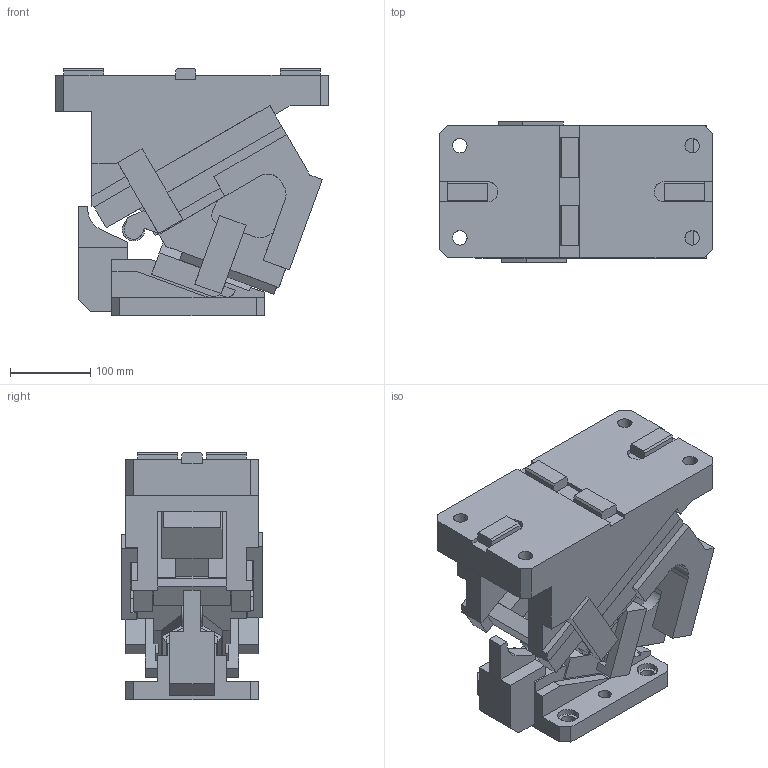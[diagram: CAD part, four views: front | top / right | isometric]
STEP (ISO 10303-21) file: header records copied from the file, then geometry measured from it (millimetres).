
FILE_DESCRIPTION(('CATIA V5 STEP Exchange'),'2;1');
FILE_NAME('CACN_165_20.stp','2015-04-27T09:16:35+00:00',('none'),('none'),'CATIA Version 5 Release 19 SP 2 (IN-10)','CATIA V5 STEP AP203','none');
FILE_SCHEMA(('CONFIG_CONTROL_DESIGN'));
Length unit declared in the file: millimetre
Products named in the file (1): CACN_165_20
Bounding box: 340 x 175 x 309 mm (x, y, z)
Volume: 9365360.9 mm3; surface area: 693697.1 mm2
Topology: 3 solids, 3 shells, 384 faces, 1092 edges, 722 vertices
Faces by surface type: plane 299, cylinder 84, extrusion 1
Entity records: 13503 total; most frequent: CARTESIAN_POINT 3964, ORIENTED_EDGE 2184, DIRECTION 1589, EDGE_CURVE 1092, VECTOR 914, LINE 913, VERTEX_POINT 722, EDGE_LOOP 416
